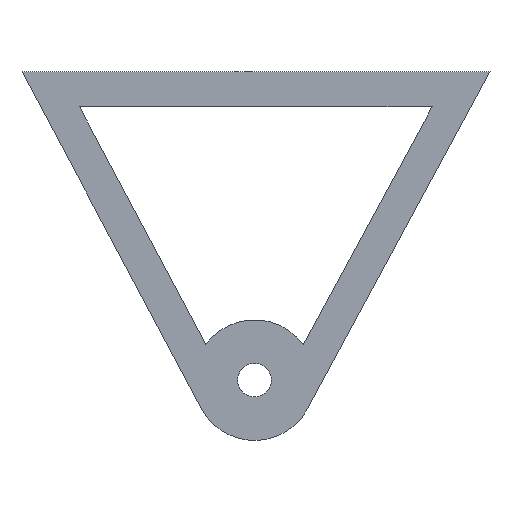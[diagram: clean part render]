
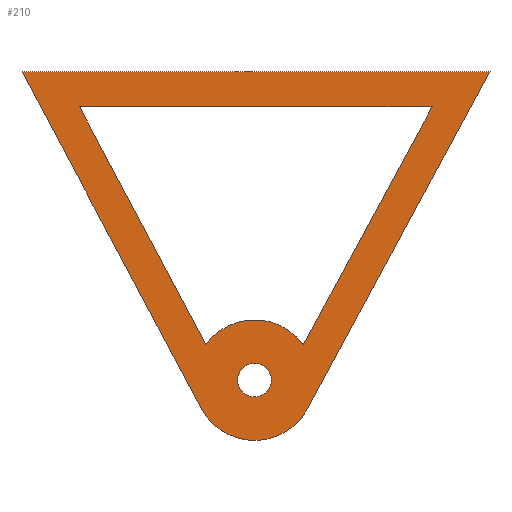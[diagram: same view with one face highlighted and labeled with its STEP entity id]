
A CAD part, front view. The second image highlights one B-rep face of the part: STEP entity #210.
In plain terms, the highlighted planar face has unit normal (0, -1, 0).
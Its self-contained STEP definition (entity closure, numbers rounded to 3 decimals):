
#15=LINE('',#295,#35);
#19=LINE('',#303,#39);
#23=LINE('',#314,#43);
#25=LINE('',#319,#45);
#30=LINE('',#333,#50);
#33=LINE('',#338,#53);
#35=VECTOR('',#240,10.);
#39=VECTOR('',#246,10.);
#43=VECTOR('',#258,10.);
#45=VECTOR('',#262,10.);
#50=VECTOR('',#275,10.);
#53=VECTOR('',#280,10.);
#62=PLANE('',#229);
#66=FACE_BOUND('',#93,.T.);
#67=FACE_BOUND('',#94,.T.);
#78=FACE_OUTER_BOUND('',#92,.T.);
#92=EDGE_LOOP('',(#188,#189,#190,#191));
#93=EDGE_LOOP('',(#192));
#94=EDGE_LOOP('',(#193,#194,#195,#196));
#95=CIRCLE('',#214,4.763);
#97=CIRCLE('',#219,17.113);
#99=CIRCLE('',#224,17.113);
#101=VERTEX_POINT('',#288);
#103=VERTEX_POINT('',#293);
#104=VERTEX_POINT('',#294);
#107=VERTEX_POINT('',#302);
#109=VERTEX_POINT('',#308);
#111=VERTEX_POINT('',#317);
#112=VERTEX_POINT('',#318);
#115=VERTEX_POINT('',#326);
#117=VERTEX_POINT('',#332);
#119=EDGE_CURVE('',#101,#101,#95,.T.);
#121=EDGE_CURVE('',#103,#104,#15,.T.);
#125=EDGE_CURVE('',#107,#103,#19,.T.);
#128=EDGE_CURVE('',#109,#107,#97,.T.);
#131=EDGE_CURVE('',#104,#109,#23,.T.);
#133=EDGE_CURVE('',#111,#112,#25,.T.);
#137=EDGE_CURVE('',#115,#112,#99,.T.);
#140=EDGE_CURVE('',#117,#115,#30,.T.);
#143=EDGE_CURVE('',#111,#117,#33,.T.);
#188=ORIENTED_EDGE('',*,*,#143,.F.);
#189=ORIENTED_EDGE('',*,*,#133,.T.);
#190=ORIENTED_EDGE('',*,*,#137,.F.);
#191=ORIENTED_EDGE('',*,*,#140,.F.);
#192=ORIENTED_EDGE('',*,*,#119,.T.);
#193=ORIENTED_EDGE('',*,*,#131,.F.);
#194=ORIENTED_EDGE('',*,*,#121,.F.);
#195=ORIENTED_EDGE('',*,*,#125,.F.);
#196=ORIENTED_EDGE('',*,*,#128,.F.);
#210=ADVANCED_FACE('',(#78,#66,#67),#62,.F.);
#214=AXIS2_PLACEMENT_3D('',#289,#234,#235);
#219=AXIS2_PLACEMENT_3D('',#309,#251,#252);
#224=AXIS2_PLACEMENT_3D('',#327,#268,#269);
#229=AXIS2_PLACEMENT_3D('',#341,#284,#285);
#234=DIRECTION('center_axis',(0.,1.,0.));
#235=DIRECTION('ref_axis',(-1.,0.,0.));
#240=DIRECTION('',(-1.,0.,0.));
#246=DIRECTION('',(0.476,0.,0.879));
#251=DIRECTION('center_axis',(0.,1.,0.));
#252=DIRECTION('ref_axis',(1.,0.,0.));
#258=DIRECTION('',(0.47,0.,-0.883));
#262=DIRECTION('',(0.47,0.,-0.883));
#268=DIRECTION('center_axis',(0.,1.,0.));
#269=DIRECTION('ref_axis',(1.,0.,0.));
#275=DIRECTION('',(-0.476,0.,-0.879));
#280=DIRECTION('',(1.,0.,0.));
#284=DIRECTION('center_axis',(0.,1.,0.));
#285=DIRECTION('ref_axis',(1.,0.,0.));
#288=CARTESIAN_POINT('',(4.387,0.,-87.499));
#289=CARTESIAN_POINT('Origin',(-0.376,0.,-87.499));
#293=CARTESIAN_POINT('',(50.,0.,-10.));
#294=CARTESIAN_POINT('',(-50.,0.,-10.));
#295=CARTESIAN_POINT('',(-50.,0.,-10.));
#302=CARTESIAN_POINT('',(13.487,0.,-77.466));
#303=CARTESIAN_POINT('',(50.,0.,-10.));
#308=CARTESIAN_POINT('',(-14.152,0.,-77.348));
#309=CARTESIAN_POINT('Origin',(-0.376,0.,-87.499));
#314=CARTESIAN_POINT('',(-50.,0.,-10.));
#317=CARTESIAN_POINT('',(-66.336,0.,0.));
#318=CARTESIAN_POINT('',(-15.482,0.,-95.54));
#319=CARTESIAN_POINT('',(-66.336,0.,0.));
#326=CARTESIAN_POINT('',(14.674,0.,-95.644));
#327=CARTESIAN_POINT('Origin',(-0.376,0.,-87.499));
#332=CARTESIAN_POINT('',(66.438,0.,0.));
#333=CARTESIAN_POINT('',(66.438,0.,0.));
#338=CARTESIAN_POINT('',(0.,0.,0.));
#341=CARTESIAN_POINT('Origin',(0.051,0.,-52.306));
